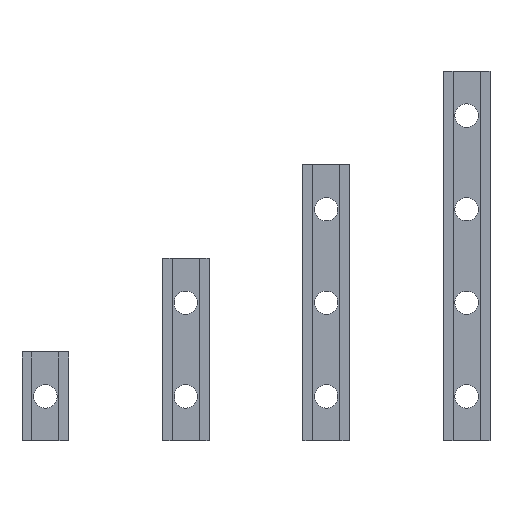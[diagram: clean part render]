
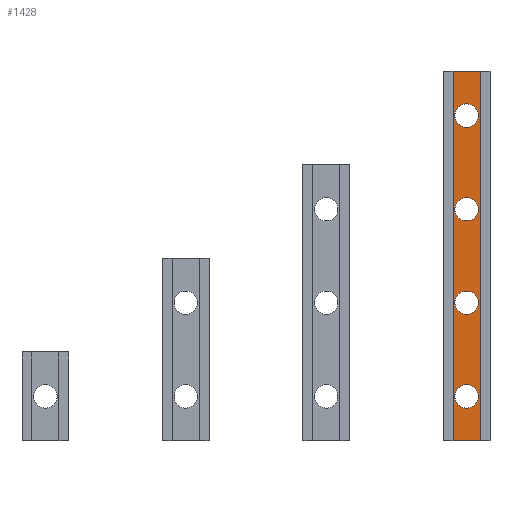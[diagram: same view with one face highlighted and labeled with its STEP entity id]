
A CAD part, front view. The second image highlights one B-rep face of the part: STEP entity #1428.
In plain terms, the highlighted planar face has unit normal (0, -1, 0).
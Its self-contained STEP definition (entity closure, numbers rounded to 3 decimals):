
#6 = CARTESIAN_POINT ( 'NONE',  ( 46.45, -4.9, 40.2 ) ) ;
#20 = VERTEX_POINT ( 'NONE', #1521 ) ;
#30 = EDGE_CURVE ( 'NONE', #2197, #474, #2034, .T. ) ;
#56 = AXIS2_PLACEMENT_3D ( 'NONE', #61, #1054, #1915 ) ;
#61 = CARTESIAN_POINT ( 'NONE',  ( 45., -4.9, -5.05 ) ) ;
#101 = VECTOR ( 'NONE', #975, 1000. ) ;
#127 = CARTESIAN_POINT ( 'NONE',  ( 46.45, -4.9, -9.8 ) ) ;
#143 = DIRECTION ( 'NONE',  ( 0., -1., 0. ) ) ;
#154 = CARTESIAN_POINT ( 'NONE',  ( 46.45, -4.9, 29.7 ) ) ;
#159 = DIRECTION ( 'NONE',  ( 0., 0., -1. ) ) ;
#202 = CARTESIAN_POINT ( 'NONE',  ( 46.45, -4.9, -9.8 ) ) ;
#210 = VERTEX_POINT ( 'NONE', #211 ) ;
#211 = CARTESIAN_POINT ( 'NONE',  ( 45., -4.9, 13.7 ) ) ;
#215 = DIRECTION ( 'NONE',  ( 0., 0., -1. ) ) ;
#229 = EDGE_LOOP ( 'NONE', ( #1409, #1370 ) ) ;
#266 = PLANE ( 'NONE',  #1883 ) ;
#279 = EDGE_CURVE ( 'NONE', #20, #1744, #910, .T. ) ;
#347 = EDGE_CURVE ( 'NONE', #1604, #2025, #477, .T. ) ;
#423 = EDGE_CURVE ( 'NONE', #1584, #474, #2060, .T. ) ;
#472 = FACE_BOUND ( 'NONE', #651, .T. ) ;
#474 = VERTEX_POINT ( 'NONE', #154 ) ;
#477 = CIRCLE ( 'NONE', #1127, 1.25 ) ;
#491 = EDGE_CURVE ( 'NONE', #1794, #210, #1451, .T. ) ;
#507 = CARTESIAN_POINT ( 'NONE',  ( 45., -4.9, 24.95 ) ) ;
#595 = DIRECTION ( 'NONE',  ( 1., 0., 0. ) ) ;
#613 = ORIENTED_EDGE ( 'NONE', *, *, #1286, .F. ) ;
#631 = CARTESIAN_POINT ( 'NONE',  ( 45., -4.9, -5.05 ) ) ;
#651 = EDGE_LOOP ( 'NONE', ( #751, #1261 ) ) ;
#683 = EDGE_CURVE ( 'NONE', #2025, #1604, #1065, .T. ) ;
#699 = ORIENTED_EDGE ( 'NONE', *, *, #491, .F. ) ;
#707 = DIRECTION ( 'NONE',  ( 0., 0., -1. ) ) ;
#714 = ORIENTED_EDGE ( 'NONE', *, *, #1056, .F. ) ;
#722 = CIRCLE ( 'NONE', #1982, 1.25 ) ;
#751 = ORIENTED_EDGE ( 'NONE', *, *, #1129, .F. ) ;
#753 = CARTESIAN_POINT ( 'NONE',  ( 45., -4.9, 23.7 ) ) ;
#775 = CARTESIAN_POINT ( 'NONE',  ( 43.55, -4.9, -9.8 ) ) ;
#809 = CARTESIAN_POINT ( 'NONE',  ( 45., -4.9, 24.95 ) ) ;
#832 = CARTESIAN_POINT ( 'NONE',  ( 45., -4.9, 16.2 ) ) ;
#834 = CIRCLE ( 'NONE', #1295, 1.25 ) ;
#835 = FACE_OUTER_BOUND ( 'NONE', #1730, .T. ) ;
#910 = CIRCLE ( 'NONE', #2164, 1.25 ) ;
#916 = VERTEX_POINT ( 'NONE', #1889 ) ;
#975 = DIRECTION ( 'NONE',  ( -1., 0., 0. ) ) ;
#1005 = CARTESIAN_POINT ( 'NONE',  ( 43.55, -4.9, 40.2 ) ) ;
#1026 = EDGE_CURVE ( 'NONE', #210, #1794, #834, .T. ) ;
#1035 = CARTESIAN_POINT ( 'NONE',  ( 45., -4.9, 4.95 ) ) ;
#1054 = DIRECTION ( 'NONE',  ( 0., -1., 0. ) ) ;
#1056 = EDGE_CURVE ( 'NONE', #1663, #2197, #2005, .T. ) ;
#1065 = CIRCLE ( 'NONE', #56, 1.25 ) ;
#1083 = CARTESIAN_POINT ( 'NONE',  ( 45., -4.9, 4.95 ) ) ;
#1089 = VECTOR ( 'NONE', #595, 1000. ) ;
#1102 = AXIS2_PLACEMENT_3D ( 'NONE', #1035, #1747, #1698 ) ;
#1109 = CARTESIAN_POINT ( 'NONE',  ( 29.094, -4.9, 29.7 ) ) ;
#1127 = AXIS2_PLACEMENT_3D ( 'NONE', #631, #1299, #1824 ) ;
#1129 = EDGE_CURVE ( 'NONE', #1744, #20, #722, .T. ) ;
#1131 = DIRECTION ( 'NONE',  ( 0., -1., 0. ) ) ;
#1155 = VERTEX_POINT ( 'NONE', #1544 ) ;
#1172 = DIRECTION ( 'NONE',  ( 0., 0., 1. ) ) ;
#1191 = DIRECTION ( 'NONE',  ( 0., -1., 0. ) ) ;
#1194 = CARTESIAN_POINT ( 'NONE',  ( 45., -4.9, 14.95 ) ) ;
#1237 = ORIENTED_EDGE ( 'NONE', *, *, #1788, .F. ) ;
#1261 = ORIENTED_EDGE ( 'NONE', *, *, #279, .F. ) ;
#1286 = EDGE_CURVE ( 'NONE', #916, #1155, #1809, .T. ) ;
#1295 = AXIS2_PLACEMENT_3D ( 'NONE', #2037, #1491, #159 ) ;
#1299 = DIRECTION ( 'NONE',  ( 0., -1., 0. ) ) ;
#1342 = ORIENTED_EDGE ( 'NONE', *, *, #423, .T. ) ;
#1346 = CARTESIAN_POINT ( 'NONE',  ( 43.55, -4.9, 40.2 ) ) ;
#1348 = ORIENTED_EDGE ( 'NONE', *, *, #30, .F. ) ;
#1370 = ORIENTED_EDGE ( 'NONE', *, *, #347, .F. ) ;
#1384 = ORIENTED_EDGE ( 'NONE', *, *, #1582, .F. ) ;
#1404 = ORIENTED_EDGE ( 'NONE', *, *, #1026, .F. ) ;
#1409 = ORIENTED_EDGE ( 'NONE', *, *, #683, .F. ) ;
#1428 = ADVANCED_FACE ( 'NONE', ( #2002, #2160, #472, #1817, #835 ), #266, .T. ) ;
#1451 = CIRCLE ( 'NONE', #1524, 1.25 ) ;
#1460 = CIRCLE ( 'NONE', #1102, 1.25 ) ;
#1491 = DIRECTION ( 'NONE',  ( 0., -1., 0. ) ) ;
#1495 = DIRECTION ( 'NONE',  ( 0., 0., -1. ) ) ;
#1517 = VECTOR ( 'NONE', #1172, 1000. ) ;
#1521 = CARTESIAN_POINT ( 'NONE',  ( 45., -4.9, 26.2 ) ) ;
#1524 = AXIS2_PLACEMENT_3D ( 'NONE', #1194, #143, #2208 ) ;
#1544 = CARTESIAN_POINT ( 'NONE',  ( 45., -4.9, 6.2 ) ) ;
#1582 = EDGE_CURVE ( 'NONE', #1155, #916, #1460, .T. ) ;
#1584 = VERTEX_POINT ( 'NONE', #202 ) ;
#1604 = VERTEX_POINT ( 'NONE', #2044 ) ;
#1663 = VERTEX_POINT ( 'NONE', #775 ) ;
#1688 = DIRECTION ( 'NONE',  ( 0., 0., -1. ) ) ;
#1698 = DIRECTION ( 'NONE',  ( 0., 0., -1. ) ) ;
#1730 = EDGE_LOOP ( 'NONE', ( #1348, #714, #1237, #1342 ) ) ;
#1744 = VERTEX_POINT ( 'NONE', #753 ) ;
#1747 = DIRECTION ( 'NONE',  ( 0., -1., 0. ) ) ;
#1788 = EDGE_CURVE ( 'NONE', #1584, #1663, #1832, .T. ) ;
#1794 = VERTEX_POINT ( 'NONE', #832 ) ;
#1809 = CIRCLE ( 'NONE', #2017, 1.25 ) ;
#1817 = FACE_BOUND ( 'NONE', #229, .T. ) ;
#1824 = DIRECTION ( 'NONE',  ( 0., 0., -1. ) ) ;
#1832 = LINE ( 'NONE', #127, #101 ) ;
#1883 = AXIS2_PLACEMENT_3D ( 'NONE', #1346, #2024, #1688 ) ;
#1889 = CARTESIAN_POINT ( 'NONE',  ( 45., -4.9, 3.7 ) ) ;
#1890 = DIRECTION ( 'NONE',  ( 0., 0., 1. ) ) ;
#1915 = DIRECTION ( 'NONE',  ( 0., 0., -1. ) ) ;
#1954 = CARTESIAN_POINT ( 'NONE',  ( 43.55, -4.9, 29.7 ) ) ;
#1978 = DIRECTION ( 'NONE',  ( 0., -1., 0. ) ) ;
#1982 = AXIS2_PLACEMENT_3D ( 'NONE', #507, #1191, #707 ) ;
#2002 = FACE_BOUND ( 'NONE', #2148, .T. ) ;
#2005 = LINE ( 'NONE', #1005, #1517 ) ;
#2017 = AXIS2_PLACEMENT_3D ( 'NONE', #1083, #1131, #215 ) ;
#2024 = DIRECTION ( 'NONE',  ( 0., -1., 0. ) ) ;
#2025 = VERTEX_POINT ( 'NONE', #2200 ) ;
#2034 = LINE ( 'NONE', #1109, #1089 ) ;
#2037 = CARTESIAN_POINT ( 'NONE',  ( 45., -4.9, 14.95 ) ) ;
#2044 = CARTESIAN_POINT ( 'NONE',  ( 45., -4.9, -3.8 ) ) ;
#2055 = VECTOR ( 'NONE', #1890, 1000. ) ;
#2057 = EDGE_LOOP ( 'NONE', ( #1404, #699 ) ) ;
#2060 = LINE ( 'NONE', #6, #2055 ) ;
#2148 = EDGE_LOOP ( 'NONE', ( #613, #1384 ) ) ;
#2160 = FACE_BOUND ( 'NONE', #2057, .T. ) ;
#2164 = AXIS2_PLACEMENT_3D ( 'NONE', #809, #1978, #1495 ) ;
#2197 = VERTEX_POINT ( 'NONE', #1954 ) ;
#2200 = CARTESIAN_POINT ( 'NONE',  ( 45., -4.9, -6.3 ) ) ;
#2208 = DIRECTION ( 'NONE',  ( 0., 0., -1. ) ) ;
